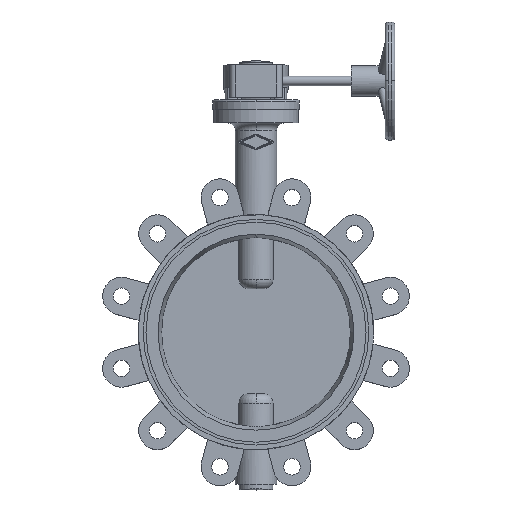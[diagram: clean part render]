
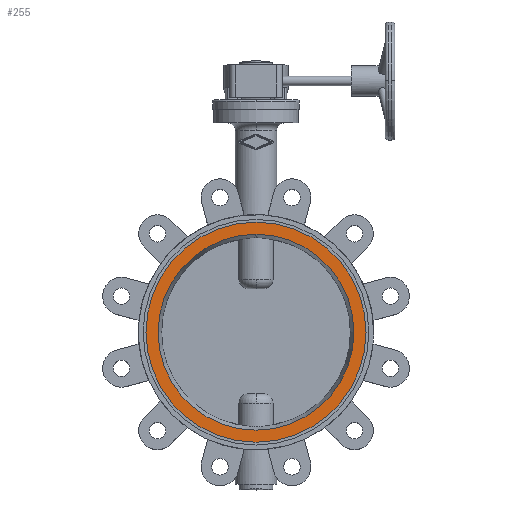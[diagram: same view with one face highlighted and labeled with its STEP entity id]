
A CAD part, top view. The second image highlights one B-rep face of the part: STEP entity #255.
In plain terms, the highlighted planar face has unit normal (0, 0, 1).
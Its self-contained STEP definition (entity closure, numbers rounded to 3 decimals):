
#255 = ADVANCED_FACE( '', ( #750, #751 ), #752, .T. );
#750 = FACE_BOUND( '', #1454, .T. );
#751 = FACE_OUTER_BOUND( '', #1455, .T. );
#752 = PLANE( '', #1456 );
#1454 = EDGE_LOOP( '', ( #2971, #2972 ) );
#1455 = EDGE_LOOP( '', ( #2973, #2974 ) );
#1456 = AXIS2_PLACEMENT_3D( '', #2975, #2976, #2977 );
#2971 = ORIENTED_EDGE( '', *, *, #5064, .F. );
#2972 = ORIENTED_EDGE( '', *, *, #4716, .F. );
#2973 = ORIENTED_EDGE( '', *, *, #5063, .T. );
#2974 = ORIENTED_EDGE( '', *, *, #4718, .T. );
#2975 = CARTESIAN_POINT( '', ( 0., 110.107, -1. ) );
#2976 = DIRECTION( '', ( 0., 0., 1. ) );
#2977 = DIRECTION( '', ( 0., 1., 0. ) );
#4716 = EDGE_CURVE( '', #5713, #5705, #5715, .T. );
#4718 = EDGE_CURVE( '', #5719, #5716, #5720, .T. );
#5063 = EDGE_CURVE( '', #5716, #5719, #6288, .T. );
#5064 = EDGE_CURVE( '', #5705, #5713, #6289, .T. );
#5705 = VERTEX_POINT( '', #7352 );
#5713 = VERTEX_POINT( '', #7395 );
#5715 = CIRCLE( '', #7398, 103.714 );
#5716 = VERTEX_POINT( '', #7399 );
#5719 = VERTEX_POINT( '', #7403 );
#5720 = CIRCLE( '', #7404, 116.5 );
#6288 = CIRCLE( '', #9043, 116.5 );
#6289 = CIRCLE( '', #9044, 103.714 );
#7352 = CARTESIAN_POINT( '', ( 0., 103.714, -1. ) );
#7395 = CARTESIAN_POINT( '', ( 0., -103.714, -1. ) );
#7398 = AXIS2_PLACEMENT_3D( '', #11216, #11217, #11218 );
#7399 = CARTESIAN_POINT( '', ( 0., 116.5, -1. ) );
#7403 = CARTESIAN_POINT( '', ( 0., -116.5, -1. ) );
#7404 = AXIS2_PLACEMENT_3D( '', #11220, #11221, #11222 );
#9043 = AXIS2_PLACEMENT_3D( '', #11833, #11834, #11835 );
#9044 = AXIS2_PLACEMENT_3D( '', #11836, #11837, #11838 );
#11216 = CARTESIAN_POINT( '', ( 0., 0., -1. ) );
#11217 = DIRECTION( '', ( 0., 0., 1. ) );
#11218 = DIRECTION( '', ( 0., 1., 0. ) );
#11220 = CARTESIAN_POINT( '', ( 0., 0., -1. ) );
#11221 = DIRECTION( '', ( 0., 0., 1. ) );
#11222 = DIRECTION( '', ( 0., 1., 0. ) );
#11833 = CARTESIAN_POINT( '', ( 0., 0., -1. ) );
#11834 = DIRECTION( '', ( 0., 0., 1. ) );
#11835 = DIRECTION( '', ( 0., 1., 0. ) );
#11836 = CARTESIAN_POINT( '', ( 0., 0., -1. ) );
#11837 = DIRECTION( '', ( 0., 0., 1. ) );
#11838 = DIRECTION( '', ( 0., 1., 0. ) );
